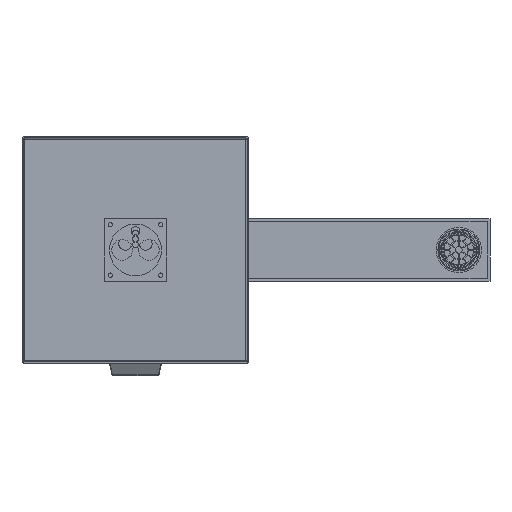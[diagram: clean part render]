
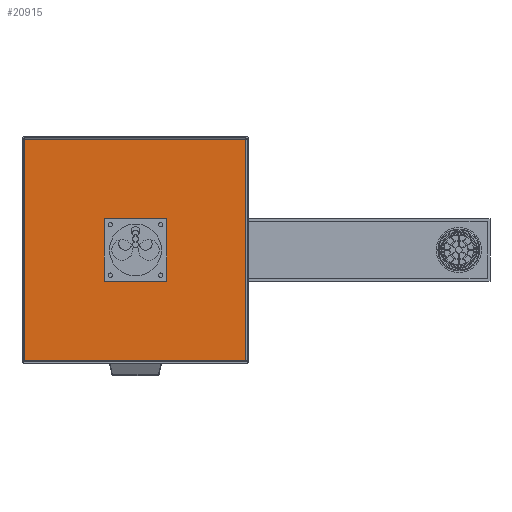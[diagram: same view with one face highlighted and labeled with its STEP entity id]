
A CAD part, front view. The second image highlights one B-rep face of the part: STEP entity #20915.
In plain terms, the highlighted planar face has unit normal (0, -1, 0).
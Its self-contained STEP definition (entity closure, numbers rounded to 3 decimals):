
#292 = CARTESIAN_POINT ( 'NONE',  ( 21., 11.5, -21. ) ) ;
#517 = CARTESIAN_POINT ( 'NONE',  ( -21., 11.5, -21. ) ) ;
#557 = DIRECTION ( 'NONE',  ( 0., 0., -1. ) ) ;
#652 = ORIENTED_EDGE ( 'NONE', *, *, #13514, .T. ) ;
#1387 = LINE ( 'NONE', #10177, #14396 ) ;
#1429 = CARTESIAN_POINT ( 'NONE',  ( -21., 11.5, -21. ) ) ;
#1684 = DIRECTION ( 'NONE',  ( 0., 0., 1. ) ) ;
#2113 = VERTEX_POINT ( 'NONE', #24407 ) ;
#2357 = VERTEX_POINT ( 'NONE', #27143 ) ;
#2823 = DIRECTION ( 'NONE',  ( -1., 0., 0. ) ) ;
#3123 = ORIENTED_EDGE ( 'NONE', *, *, #15292, .F. ) ;
#3596 = VECTOR ( 'NONE', #3737, 1000. ) ;
#3737 = DIRECTION ( 'NONE',  ( 0., 0., 1. ) ) ;
#4723 = VECTOR ( 'NONE', #18136, 1000. ) ;
#5312 = LINE ( 'NONE', #9350, #23136 ) ;
#5938 = EDGE_CURVE ( 'NONE', #7145, #2113, #11656, .T. ) ;
#6482 = ORIENTED_EDGE ( 'NONE', *, *, #28444, .T. ) ;
#6585 = PLANE ( 'NONE',  #20934 ) ;
#6691 = VERTEX_POINT ( 'NONE', #13629 ) ;
#6841 = EDGE_CURVE ( 'NONE', #12862, #7145, #1387, .T. ) ;
#7145 = VERTEX_POINT ( 'NONE', #14782 ) ;
#7194 = DIRECTION ( 'NONE',  ( -1., 0., 0. ) ) ;
#7530 = VECTOR ( 'NONE', #24650, 1000. ) ;
#8346 = ORIENTED_EDGE ( 'NONE', *, *, #5938, .F. ) ;
#8716 = ORIENTED_EDGE ( 'NONE', *, *, #25231, .T. ) ;
#8806 = CARTESIAN_POINT ( 'NONE',  ( 21., 11.5, -21. ) ) ;
#9350 = CARTESIAN_POINT ( 'NONE',  ( 0., 11.5, -74.5 ) ) ;
#9495 = VECTOR ( 'NONE', #27964, 1000. ) ;
#10177 = CARTESIAN_POINT ( 'NONE',  ( 0., 11.5, 74.5 ) ) ;
#10516 = LINE ( 'NONE', #1429, #3596 ) ;
#11262 = LINE ( 'NONE', #11396, #7530 ) ;
#11396 = CARTESIAN_POINT ( 'NONE',  ( -74.5, 11.5, 0. ) ) ;
#11656 = LINE ( 'NONE', #20299, #4723 ) ;
#12862 = VERTEX_POINT ( 'NONE', #25517 ) ;
#13514 = EDGE_CURVE ( 'NONE', #22488, #2357, #18017, .T. ) ;
#13629 = CARTESIAN_POINT ( 'NONE',  ( -21., 11.5, -21. ) ) ;
#14396 = VECTOR ( 'NONE', #16662, 1000. ) ;
#14782 = CARTESIAN_POINT ( 'NONE',  ( 74.5, 11.5, 74.5 ) ) ;
#15292 = EDGE_CURVE ( 'NONE', #2113, #18823, #5312, .T. ) ;
#16254 = EDGE_LOOP ( 'NONE', ( #6482, #21001, #8716, #652 ) ) ;
#16294 = EDGE_CURVE ( 'NONE', #23182, #6691, #18678, .T. ) ;
#16662 = DIRECTION ( 'NONE',  ( 1., 0., 0. ) ) ;
#16815 = ORIENTED_EDGE ( 'NONE', *, *, #17943, .F. ) ;
#17943 = EDGE_CURVE ( 'NONE', #18823, #12862, #11262, .T. ) ;
#18017 = LINE ( 'NONE', #25352, #9495 ) ;
#18038 = VECTOR ( 'NONE', #557, 1000. ) ;
#18136 = DIRECTION ( 'NONE',  ( 0., 0., -1. ) ) ;
#18138 = LINE ( 'NONE', #8806, #18038 ) ;
#18678 = LINE ( 'NONE', #517, #28137 ) ;
#18823 = VERTEX_POINT ( 'NONE', #25583 ) ;
#19408 = DIRECTION ( 'NONE',  ( 0., 1., 0. ) ) ;
#20299 = CARTESIAN_POINT ( 'NONE',  ( 74.5, 11.5, 0. ) ) ;
#20915 = ADVANCED_FACE ( 'NONE', ( #21002, #26043 ), #6585, .F. ) ;
#20934 = AXIS2_PLACEMENT_3D ( 'NONE', #24013, #19408, #1684 ) ;
#21001 = ORIENTED_EDGE ( 'NONE', *, *, #16294, .T. ) ;
#21002 = FACE_OUTER_BOUND ( 'NONE', #26220, .T. ) ;
#21990 = CARTESIAN_POINT ( 'NONE',  ( -21., 11.5, 21. ) ) ;
#22488 = VERTEX_POINT ( 'NONE', #21990 ) ;
#23136 = VECTOR ( 'NONE', #7194, 1000. ) ;
#23182 = VERTEX_POINT ( 'NONE', #292 ) ;
#24013 = CARTESIAN_POINT ( 'NONE',  ( 0., 11.5, 0. ) ) ;
#24407 = CARTESIAN_POINT ( 'NONE',  ( 74.5, 11.5, -74.5 ) ) ;
#24650 = DIRECTION ( 'NONE',  ( 0., 0., 1. ) ) ;
#25231 = EDGE_CURVE ( 'NONE', #6691, #22488, #10516, .T. ) ;
#25352 = CARTESIAN_POINT ( 'NONE',  ( -21., 11.5, 21. ) ) ;
#25517 = CARTESIAN_POINT ( 'NONE',  ( -74.5, 11.5, 74.5 ) ) ;
#25583 = CARTESIAN_POINT ( 'NONE',  ( -74.5, 11.5, -74.5 ) ) ;
#26043 = FACE_BOUND ( 'NONE', #16254, .T. ) ;
#26220 = EDGE_LOOP ( 'NONE', ( #3123, #8346, #28024, #16815 ) ) ;
#27143 = CARTESIAN_POINT ( 'NONE',  ( 21., 11.5, 21. ) ) ;
#27964 = DIRECTION ( 'NONE',  ( 1., 0., 0. ) ) ;
#28024 = ORIENTED_EDGE ( 'NONE', *, *, #6841, .F. ) ;
#28137 = VECTOR ( 'NONE', #2823, 1000. ) ;
#28444 = EDGE_CURVE ( 'NONE', #2357, #23182, #18138, .T. ) ;
